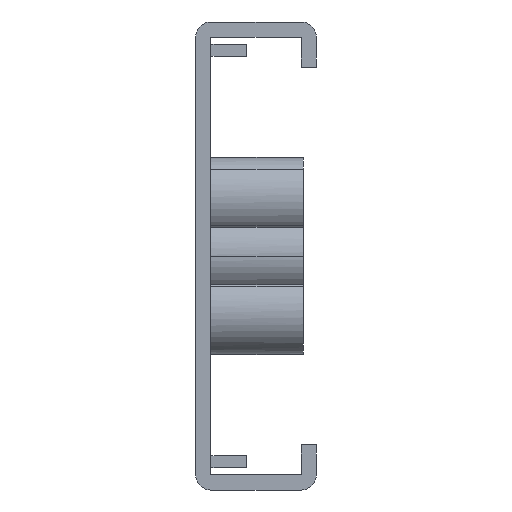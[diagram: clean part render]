
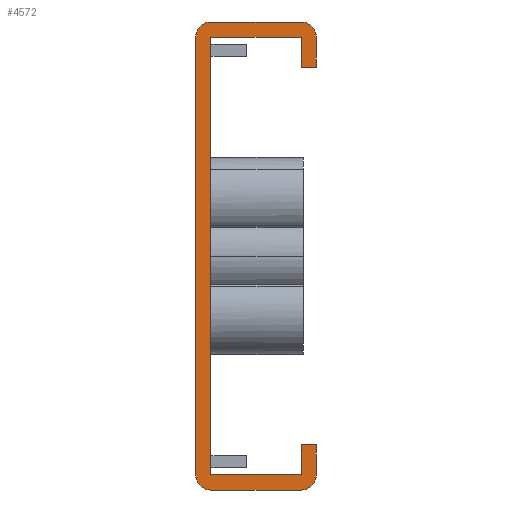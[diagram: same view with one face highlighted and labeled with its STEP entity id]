
A CAD part, front view. The second image highlights one B-rep face of the part: STEP entity #4572.
In plain terms, the highlighted planar face has unit normal (0, -1, 0).
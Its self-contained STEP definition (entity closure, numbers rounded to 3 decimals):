
#194=CARTESIAN_POINT('Vertex',(1.5,-35.,21.36)) ;
#197=CARTESIAN_POINT('Line Origine',(1.5,-35.,0.)) ;
#201=CARTESIAN_POINT('Vertex',(1.5,-35.,-21.36)) ;
#2292=CARTESIAN_POINT('Vertex',(0.,-35.,-21.36)) ;
#2295=CARTESIAN_POINT('Line Origine',(0.,-35.,0.)) ;
#2299=CARTESIAN_POINT('Vertex',(0.,-35.,21.36)) ;
#4447=CARTESIAN_POINT('Vertex',(10.304,-35.,21.36)) ;
#4450=CARTESIAN_POINT('Line Origine',(5.902,-35.,21.36)) ;
#4462=CARTESIAN_POINT('Axis2P3D Location',(3.384,-35.,0.)) ;
#4467=CARTESIAN_POINT('Line Origine',(11.054,-35.,18.439)) ;
#4471=CARTESIAN_POINT('Vertex',(10.304,-35.,18.439)) ;
#4473=CARTESIAN_POINT('Vertex',(11.804,-35.,18.439)) ;
#4476=CARTESIAN_POINT('Line Origine',(11.804,-35.,19.899)) ;
#4480=CARTESIAN_POINT('Vertex',(11.804,-35.,21.36)) ;
#4483=CARTESIAN_POINT('Axis2P3D Location',(10.304,-35.,21.36)) ;
#4487=CARTESIAN_POINT('Vertex',(10.304,-35.,22.86)) ;
#4490=CARTESIAN_POINT('Line Origine',(5.902,-35.,22.86)) ;
#4494=CARTESIAN_POINT('Vertex',(1.5,-35.,22.86)) ;
#4497=CARTESIAN_POINT('Axis2P3D Location',(1.5,-35.,21.36)) ;
#4502=CARTESIAN_POINT('Axis2P3D Location',(1.5,-35.,-21.36)) ;
#4506=CARTESIAN_POINT('Vertex',(1.5,-35.,-22.86)) ;
#4509=CARTESIAN_POINT('Line Origine',(5.902,-35.,-22.86)) ;
#4513=CARTESIAN_POINT('Vertex',(10.304,-35.,-22.86)) ;
#4516=CARTESIAN_POINT('Axis2P3D Location',(10.304,-35.,-21.36)) ;
#4520=CARTESIAN_POINT('Vertex',(11.804,-35.,-21.36)) ;
#4523=CARTESIAN_POINT('Line Origine',(11.804,-35.,-19.899)) ;
#4527=CARTESIAN_POINT('Vertex',(11.804,-35.,-18.439)) ;
#4530=CARTESIAN_POINT('Line Origine',(11.054,-35.,-18.439)) ;
#4534=CARTESIAN_POINT('Vertex',(10.304,-35.,-18.439)) ;
#4537=CARTESIAN_POINT('Line Origine',(10.304,-35.,-19.899)) ;
#4541=CARTESIAN_POINT('Vertex',(10.304,-35.,-21.36)) ;
#4544=CARTESIAN_POINT('Line Origine',(5.902,-35.,-21.36)) ;
#4549=CARTESIAN_POINT('Line Origine',(10.304,-35.,19.899)) ;
#198=DIRECTION('Vector Direction',(0.,0.,1.)) ;
#2296=DIRECTION('Vector Direction',(0.,0.,-1.)) ;
#4451=DIRECTION('Vector Direction',(1.,0.,0.)) ;
#4463=DIRECTION('Axis2P3D Direction',(0.,-1.,0.)) ;
#4464=DIRECTION('Axis2P3D XDirection',(1.,0.,0.)) ;
#4468=DIRECTION('Vector Direction',(1.,0.,0.)) ;
#4477=DIRECTION('Vector Direction',(0.,0.,1.)) ;
#4484=DIRECTION('Axis2P3D Direction',(0.,-1.,0.)) ;
#4491=DIRECTION('Vector Direction',(-1.,0.,0.)) ;
#4498=DIRECTION('Axis2P3D Direction',(0.,-1.,0.)) ;
#4503=DIRECTION('Axis2P3D Direction',(0.,-1.,0.)) ;
#4510=DIRECTION('Vector Direction',(1.,0.,0.)) ;
#4517=DIRECTION('Axis2P3D Direction',(0.,-1.,0.)) ;
#4524=DIRECTION('Vector Direction',(0.,0.,1.)) ;
#4531=DIRECTION('Vector Direction',(-1.,0.,0.)) ;
#4538=DIRECTION('Vector Direction',(0.,0.,-1.)) ;
#4545=DIRECTION('Vector Direction',(-1.,0.,0.)) ;
#4550=DIRECTION('Vector Direction',(0.,0.,-1.)) ;
#4465=AXIS2_PLACEMENT_3D('Plane Axis2P3D',#4462,#4463,#4464) ;
#4485=AXIS2_PLACEMENT_3D('Circle Axis2P3D',#4483,#4484,$) ;
#4499=AXIS2_PLACEMENT_3D('Circle Axis2P3D',#4497,#4498,$) ;
#4504=AXIS2_PLACEMENT_3D('Circle Axis2P3D',#4502,#4503,$) ;
#4518=AXIS2_PLACEMENT_3D('Circle Axis2P3D',#4516,#4517,$) ;
#4555=ORIENTED_EDGE('',*,*,#4475,.T.) ;
#4556=ORIENTED_EDGE('',*,*,#4482,.T.) ;
#4557=ORIENTED_EDGE('',*,*,#4489,.T.) ;
#4558=ORIENTED_EDGE('',*,*,#4496,.T.) ;
#4559=ORIENTED_EDGE('',*,*,#4501,.T.) ;
#4560=ORIENTED_EDGE('',*,*,#2301,.T.) ;
#4561=ORIENTED_EDGE('',*,*,#4508,.T.) ;
#4562=ORIENTED_EDGE('',*,*,#4515,.T.) ;
#4563=ORIENTED_EDGE('',*,*,#4522,.T.) ;
#4564=ORIENTED_EDGE('',*,*,#4529,.T.) ;
#4565=ORIENTED_EDGE('',*,*,#4536,.T.) ;
#4566=ORIENTED_EDGE('',*,*,#4543,.T.) ;
#4567=ORIENTED_EDGE('',*,*,#4548,.T.) ;
#4568=ORIENTED_EDGE('',*,*,#203,.T.) ;
#4569=ORIENTED_EDGE('',*,*,#4454,.T.) ;
#4570=ORIENTED_EDGE('',*,*,#4553,.T.) ;
#199=VECTOR('Line Direction',#198,1.) ;
#2297=VECTOR('Line Direction',#2296,1.) ;
#4452=VECTOR('Line Direction',#4451,1.) ;
#4469=VECTOR('Line Direction',#4468,1.) ;
#4478=VECTOR('Line Direction',#4477,1.) ;
#4492=VECTOR('Line Direction',#4491,1.) ;
#4511=VECTOR('Line Direction',#4510,1.) ;
#4525=VECTOR('Line Direction',#4524,1.) ;
#4532=VECTOR('Line Direction',#4531,1.) ;
#4539=VECTOR('Line Direction',#4538,1.) ;
#4546=VECTOR('Line Direction',#4545,1.) ;
#4551=VECTOR('Line Direction',#4550,1.) ;
#4572=ADVANCED_FACE('2021_06_12_15_06_33_0669',(#4571),#4466,.T.) ;
#4486=CIRCLE('generated circle',#4485,1.5) ;
#4500=CIRCLE('generated circle',#4499,1.5) ;
#4505=CIRCLE('generated circle',#4504,1.5) ;
#4519=CIRCLE('generated circle',#4518,1.5) ;
#203=EDGE_CURVE('',#202,#195,#200,.T.) ;
#2301=EDGE_CURVE('',#2300,#2293,#2298,.T.) ;
#4454=EDGE_CURVE('',#195,#4448,#4453,.T.) ;
#4475=EDGE_CURVE('',#4472,#4474,#4470,.T.) ;
#4482=EDGE_CURVE('',#4474,#4481,#4479,.T.) ;
#4489=EDGE_CURVE('',#4481,#4488,#4486,.T.) ;
#4496=EDGE_CURVE('',#4488,#4495,#4493,.T.) ;
#4501=EDGE_CURVE('',#4495,#2300,#4500,.T.) ;
#4508=EDGE_CURVE('',#2293,#4507,#4505,.T.) ;
#4515=EDGE_CURVE('',#4507,#4514,#4512,.T.) ;
#4522=EDGE_CURVE('',#4514,#4521,#4519,.T.) ;
#4529=EDGE_CURVE('',#4521,#4528,#4526,.T.) ;
#4536=EDGE_CURVE('',#4528,#4535,#4533,.T.) ;
#4543=EDGE_CURVE('',#4535,#4542,#4540,.T.) ;
#4548=EDGE_CURVE('',#4542,#202,#4547,.T.) ;
#4553=EDGE_CURVE('',#4448,#4472,#4552,.T.) ;
#4554=EDGE_LOOP('',(#4555,#4556,#4557,#4558,#4559,#4560,#4561,#4562,#4563,#4564,#4565,#4566,#4567,#4568,#4569,#4570)) ;
#4571=FACE_OUTER_BOUND('',#4554,.T.) ;
#200=LINE('Line',#197,#199) ;
#2298=LINE('Line',#2295,#2297) ;
#4453=LINE('Line',#4450,#4452) ;
#4470=LINE('Line',#4467,#4469) ;
#4479=LINE('Line',#4476,#4478) ;
#4493=LINE('Line',#4490,#4492) ;
#4512=LINE('Line',#4509,#4511) ;
#4526=LINE('Line',#4523,#4525) ;
#4533=LINE('Line',#4530,#4532) ;
#4540=LINE('Line',#4537,#4539) ;
#4547=LINE('Line',#4544,#4546) ;
#4552=LINE('Line',#4549,#4551) ;
#4466=PLANE('',#4465) ;
#195=VERTEX_POINT('',#194) ;
#202=VERTEX_POINT('',#201) ;
#2293=VERTEX_POINT('',#2292) ;
#2300=VERTEX_POINT('',#2299) ;
#4448=VERTEX_POINT('',#4447) ;
#4472=VERTEX_POINT('',#4471) ;
#4474=VERTEX_POINT('',#4473) ;
#4481=VERTEX_POINT('',#4480) ;
#4488=VERTEX_POINT('',#4487) ;
#4495=VERTEX_POINT('',#4494) ;
#4507=VERTEX_POINT('',#4506) ;
#4514=VERTEX_POINT('',#4513) ;
#4521=VERTEX_POINT('',#4520) ;
#4528=VERTEX_POINT('',#4527) ;
#4535=VERTEX_POINT('',#4534) ;
#4542=VERTEX_POINT('',#4541) ;
